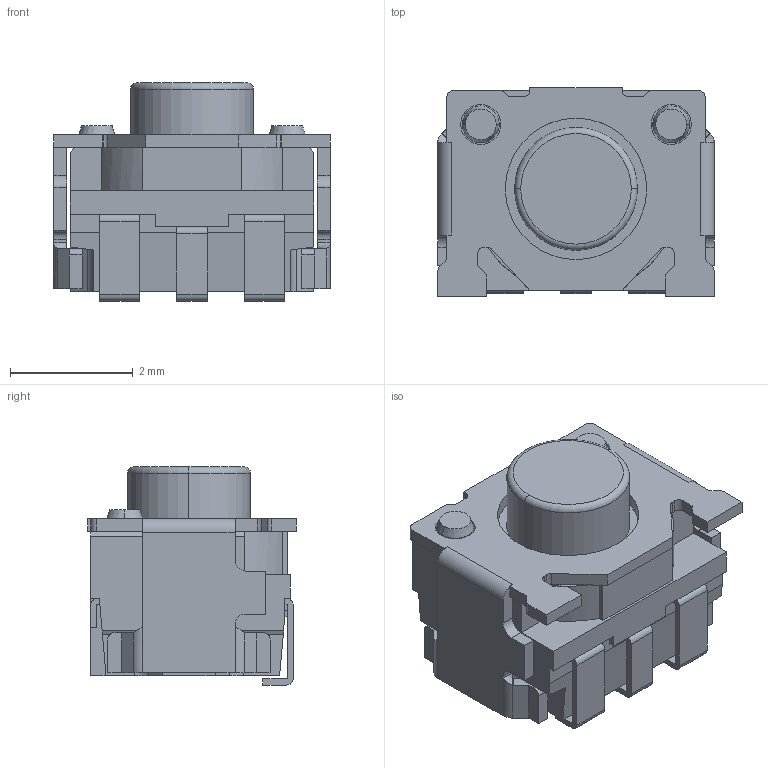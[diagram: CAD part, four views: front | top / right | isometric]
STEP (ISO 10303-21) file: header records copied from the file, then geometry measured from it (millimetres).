
FILE_DESCRIPTION (( 'STEP AP214' ), '1' );
FILE_NAME ('SKRTLB_1.STEP', '2025-03-26T12:25:19', ( '' ), ( '' ), 'SwSTEP 2.0', 'SolidWorks 2024', '' );
FILE_SCHEMA (( 'AUTOMOTIVE_DESIGN' ));
Length unit declared in the file: millimetre
Products named in the file (1): SKRTLB_1
Bounding box: 4.5 x 3.4 x 3.55 mm (x, y, z)
Volume: 34.9 mm3; surface area: 106.9 mm2
Topology: 1 solids, 1 shells, 262 faces, 718 edges, 464 vertices
Faces by surface type: plane 172, cylinder 80, cone 4, bspline 4, torus 2
Entity records: 11181 total; most frequent: CARTESIAN_POINT 1541, ORIENTED_EDGE 1436, DIRECTION 1382, EDGE_CURVE 718, VECTOR 532, LINE 532, VERTEX_POINT 464, AXIS2_PLACEMENT_3D 425
